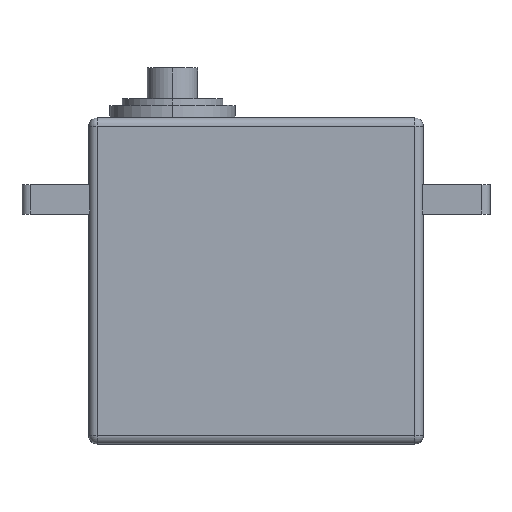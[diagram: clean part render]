
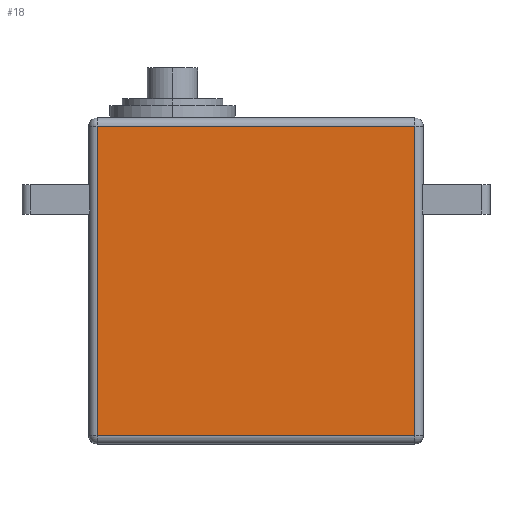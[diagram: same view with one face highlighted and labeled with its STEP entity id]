
A CAD part, top view. The second image highlights one B-rep face of the part: STEP entity #18.
In plain terms, the highlighted planar face has unit normal (0, 0, 1).
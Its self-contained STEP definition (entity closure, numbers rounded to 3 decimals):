
#18 = ADVANCED_FACE ( 'NONE', ( #1541 ), #673, .F. ) ;
#38 = EDGE_CURVE ( 'NONE', #721, #475, #225, .T. ) ;
#207 = DIRECTION ( 'NONE',  ( 0., -1., 0. ) ) ;
#225 = LINE ( 'NONE', #1823, #1284 ) ;
#333 = CARTESIAN_POINT ( 'NONE',  ( 19., 18.5, 20. ) ) ;
#360 = CARTESIAN_POINT ( 'NONE',  ( 0., -18.5, 20. ) ) ;
#475 = VERTEX_POINT ( 'NONE', #514 ) ;
#495 = EDGE_CURVE ( 'NONE', #828, #721, #1007, .T. ) ;
#514 = CARTESIAN_POINT ( 'NONE',  ( -19., 18.5, 20. ) ) ;
#520 = DIRECTION ( 'NONE',  ( 0., 0., -1. ) ) ;
#536 = DIRECTION ( 'NONE',  ( -1., 0., 0. ) ) ;
#602 = ORIENTED_EDGE ( 'NONE', *, *, #495, .T. ) ;
#673 = PLANE ( 'NONE',  #853 ) ;
#708 = VECTOR ( 'NONE', #1463, 1000. ) ;
#721 = VERTEX_POINT ( 'NONE', #333 ) ;
#807 = EDGE_CURVE ( 'NONE', #1123, #828, #1103, .T. ) ;
#828 = VERTEX_POINT ( 'NONE', #1117 ) ;
#853 = AXIS2_PLACEMENT_3D ( 'NONE', #1249, #520, #1835 ) ;
#984 = EDGE_LOOP ( 'NONE', ( #1793, #1446, #1768, #602 ) ) ;
#1007 = LINE ( 'NONE', #1295, #708 ) ;
#1064 = CARTESIAN_POINT ( 'NONE',  ( -19., -18.5, 20. ) ) ;
#1082 = VECTOR ( 'NONE', #207, 1000. ) ;
#1103 = LINE ( 'NONE', #360, #1720 ) ;
#1117 = CARTESIAN_POINT ( 'NONE',  ( 19., -18.5, 20. ) ) ;
#1123 = VERTEX_POINT ( 'NONE', #1064 ) ;
#1124 = DIRECTION ( 'NONE',  ( 1., 0., 0. ) ) ;
#1249 = CARTESIAN_POINT ( 'NONE',  ( 0., 0., 20. ) ) ;
#1284 = VECTOR ( 'NONE', #536, 1000. ) ;
#1295 = CARTESIAN_POINT ( 'NONE',  ( 19., 0., 20. ) ) ;
#1446 = ORIENTED_EDGE ( 'NONE', *, *, #1682, .T. ) ;
#1463 = DIRECTION ( 'NONE',  ( 0., 1., 0. ) ) ;
#1541 = FACE_OUTER_BOUND ( 'NONE', #984, .T. ) ;
#1646 = LINE ( 'NONE', #1799, #1082 ) ;
#1682 = EDGE_CURVE ( 'NONE', #475, #1123, #1646, .T. ) ;
#1720 = VECTOR ( 'NONE', #1124, 1000. ) ;
#1768 = ORIENTED_EDGE ( 'NONE', *, *, #807, .T. ) ;
#1793 = ORIENTED_EDGE ( 'NONE', *, *, #38, .T. ) ;
#1799 = CARTESIAN_POINT ( 'NONE',  ( -19., 0., 20. ) ) ;
#1823 = CARTESIAN_POINT ( 'NONE',  ( 0., 18.5, 20. ) ) ;
#1835 = DIRECTION ( 'NONE',  ( -1., 0., 0. ) ) ;
